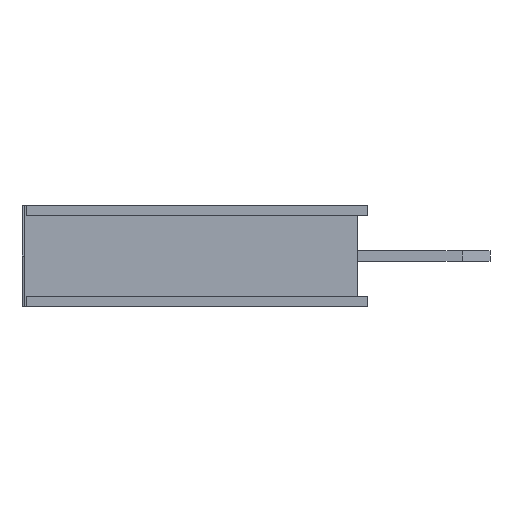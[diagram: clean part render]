
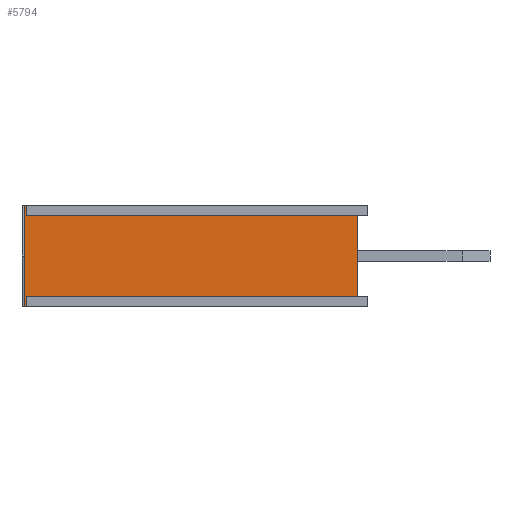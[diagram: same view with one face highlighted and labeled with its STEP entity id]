
A CAD part, left-side view. The second image highlights one B-rep face of the part: STEP entity #5794.
In plain terms, the highlighted planar face has unit normal (-1, 0, 0).
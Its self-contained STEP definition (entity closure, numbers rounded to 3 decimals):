
#210=FACE_OUTER_BOUND('',#539,.T.);
#539=EDGE_LOOP('',(#4417,#4418,#4419,#4420,#4421,#4422,#4423,#4424));
#1129=LINE('',#8653,#1945);
#1130=LINE('',#8655,#1946);
#1131=LINE('',#8657,#1947);
#1132=LINE('',#8659,#1948);
#1133=LINE('',#8661,#1949);
#1134=LINE('',#8663,#1950);
#1135=LINE('',#8665,#1951);
#1136=LINE('',#8666,#1952);
#1945=VECTOR('',#7067,10.);
#1946=VECTOR('',#7068,10.);
#1947=VECTOR('',#7069,10.);
#1948=VECTOR('',#7070,10.);
#1949=VECTOR('',#7071,10.);
#1950=VECTOR('',#7072,10.);
#1951=VECTOR('',#7073,10.);
#1952=VECTOR('',#7074,10.);
#2619=VERTEX_POINT('',#8651);
#2620=VERTEX_POINT('',#8652);
#2621=VERTEX_POINT('',#8654);
#2622=VERTEX_POINT('',#8656);
#2623=VERTEX_POINT('',#8658);
#2624=VERTEX_POINT('',#8660);
#2625=VERTEX_POINT('',#8662);
#2626=VERTEX_POINT('',#8664);
#3281=EDGE_CURVE('',#2619,#2620,#1129,.T.);
#3282=EDGE_CURVE('',#2621,#2620,#1130,.T.);
#3283=EDGE_CURVE('',#2622,#2621,#1131,.T.);
#3284=EDGE_CURVE('',#2623,#2622,#1132,.T.);
#3285=EDGE_CURVE('',#2624,#2623,#1133,.T.);
#3286=EDGE_CURVE('',#2625,#2624,#1134,.T.);
#3287=EDGE_CURVE('',#2626,#2625,#1135,.T.);
#3288=EDGE_CURVE('',#2619,#2626,#1136,.T.);
#4417=ORIENTED_EDGE('',*,*,#3281,.T.);
#4418=ORIENTED_EDGE('',*,*,#3282,.F.);
#4419=ORIENTED_EDGE('',*,*,#3283,.F.);
#4420=ORIENTED_EDGE('',*,*,#3284,.F.);
#4421=ORIENTED_EDGE('',*,*,#3285,.F.);
#4422=ORIENTED_EDGE('',*,*,#3286,.F.);
#4423=ORIENTED_EDGE('',*,*,#3287,.F.);
#4424=ORIENTED_EDGE('',*,*,#3288,.F.);
#5469=PLANE('',#6142);
#5794=ADVANCED_FACE('',(#210),#5469,.F.);
#6142=AXIS2_PLACEMENT_3D('',#8650,#7065,#7066);
#7065=DIRECTION('center_axis',(1.,0.,0.));
#7066=DIRECTION('ref_axis',(0.,0.,-1.));
#7067=DIRECTION('',(0.,0.,1.));
#7068=DIRECTION('',(0.,-1.,0.));
#7069=DIRECTION('',(0.,0.,-1.));
#7070=DIRECTION('',(0.,-1.,0.));
#7071=DIRECTION('',(0.,0.,1.));
#7072=DIRECTION('',(0.,1.,0.));
#7073=DIRECTION('',(0.,0.,-1.));
#7074=DIRECTION('',(0.,1.,0.));
#8650=CARTESIAN_POINT('Origin',(-0.02,0.,2.5));
#8651=CARTESIAN_POINT('',(-0.02,0.25,0.25));
#8652=CARTESIAN_POINT('',(-0.02,0.25,2.25));
#8653=CARTESIAN_POINT('',(-0.02,0.25,1.875));
#8654=CARTESIAN_POINT('',(-0.02,8.4,2.25));
#8655=CARTESIAN_POINT('',(-0.02,4.25,2.25));
#8656=CARTESIAN_POINT('',(-0.02,8.4,2.5));
#8657=CARTESIAN_POINT('',(-0.02,8.4,2.5));
#8658=CARTESIAN_POINT('',(-0.02,8.45,2.5));
#8659=CARTESIAN_POINT('',(-0.02,0.,2.5));
#8660=CARTESIAN_POINT('',(-0.02,8.45,0.));
#8661=CARTESIAN_POINT('',(-0.02,8.45,1.25));
#8662=CARTESIAN_POINT('',(-0.02,8.4,0.));
#8663=CARTESIAN_POINT('',(-0.02,0.,0.));
#8664=CARTESIAN_POINT('',(-0.02,8.4,0.25));
#8665=CARTESIAN_POINT('',(-0.02,8.4,2.5));
#8666=CARTESIAN_POINT('',(-0.02,0.,0.25));
